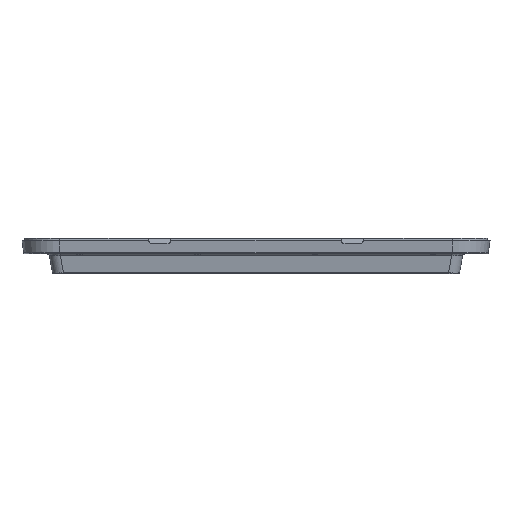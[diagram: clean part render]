
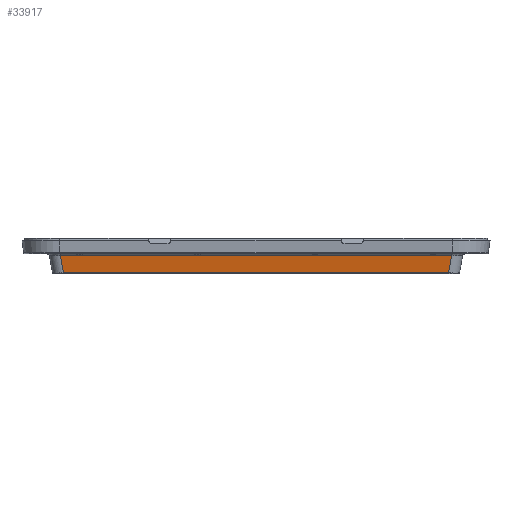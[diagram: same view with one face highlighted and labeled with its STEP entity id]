
A CAD part, left-side view. The second image highlights one B-rep face of the part: STEP entity #33917.
In plain terms, the highlighted planar face has unit normal (-0.985, 0, -0.174).
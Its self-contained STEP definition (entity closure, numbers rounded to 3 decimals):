
#7186=DIRECTION('',(0.,1.,0.));
#7187=VECTOR('',#7186,149.384);
#7188=CARTESIAN_POINT('',(-78.907,-74.694,
-6.826));
#7189=LINE('',#7188,#7187);
#7896=DIRECTION('',(0.171,0.171,-0.97));
#7897=VECTOR('',#7896,6.694);
#7898=CARTESIAN_POINT('',(-78.907,-74.694,
-6.826));
#7899=LINE('',#7898,#7897);
#7900=DIRECTION('',(0.,1.,0.));
#7901=VECTOR('',#7900,147.093);
#7902=CARTESIAN_POINT('',(-77.762,-73.548,
-13.322));
#7903=LINE('',#7902,#7901);
#7904=DIRECTION('',(-0.171,0.171,0.97));
#7905=VECTOR('',#7904,6.694);
#7906=CARTESIAN_POINT('',(-77.762,73.545,
-13.322));
#7907=LINE('',#7906,#7905);
#22564=CARTESIAN_POINT('',(-78.907,-74.694,
-6.826));
#22565=VERTEX_POINT('',#22564);
#22566=CARTESIAN_POINT('',(-78.907,74.691,
-6.826));
#22567=VERTEX_POINT('',#22566);
#22687=CARTESIAN_POINT('',(-77.762,73.545,
-13.322));
#22688=VERTEX_POINT('',#22687);
#22690=CARTESIAN_POINT('',(-77.762,-73.548,
-13.322));
#22691=VERTEX_POINT('',#22690);
#33904=CARTESIAN_POINT('',(-78.371,-0.002,
-9.867));
#33905=DIRECTION('',(0.985,0.,0.174));
#33906=DIRECTION('',(0.,1.,0.));
#33907=AXIS2_PLACEMENT_3D('',#33904,#33905,#33906);
#33908=PLANE('',#33907);
#33910=ORIENTED_EDGE('',*,*,#33909,.T.);
#33912=ORIENTED_EDGE('',*,*,#33911,.T.);
#33913=ORIENTED_EDGE('',*,*,#33894,.T.);
#33914=ORIENTED_EDGE('',*,*,#32675,.F.);
#33915=EDGE_LOOP('',(#33910,#33912,#33913,#33914));
#33916=FACE_OUTER_BOUND('',#33915,.F.);
#33917=ADVANCED_FACE('',(#33916),#33908,.F.);
#32675=EDGE_CURVE('',#22565,#22567,#7189,.T.);
#33894=EDGE_CURVE('',#22688,#22567,#7907,.T.);
#33909=EDGE_CURVE('',#22565,#22691,#7899,.T.);
#33911=EDGE_CURVE('',#22691,#22688,#7903,.T.);
